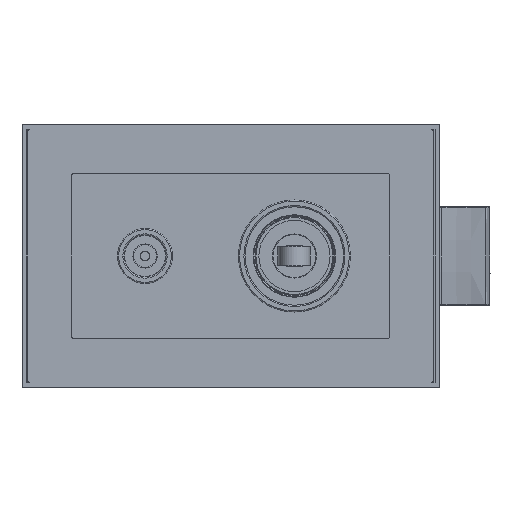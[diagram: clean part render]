
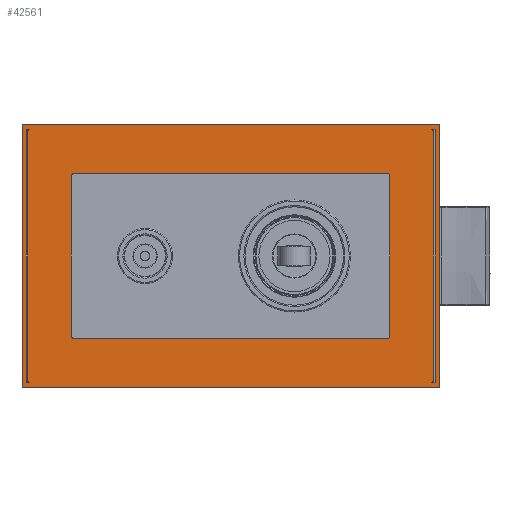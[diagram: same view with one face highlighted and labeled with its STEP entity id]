
A CAD part, left-side view. The second image highlights one B-rep face of the part: STEP entity #42561.
In plain terms, the highlighted planar face has unit normal (-1, 0, 0).
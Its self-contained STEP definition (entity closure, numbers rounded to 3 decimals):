
#40903=CARTESIAN_POINT('',(57.5,-133.5,-59.5));
#40904=DIRECTION('',(-1.,0.,0.));
#40905=DIRECTION('',(0.,0.,-1.));
#40906=AXIS2_PLACEMENT_3D('',#40903,#40904,#40905);
#40908=DIRECTION('',(0.,1.,0.));
#40909=VECTOR('',#40908,189.);
#40910=CARTESIAN_POINT('',(57.5,-133.5,-60.));
#40911=LINE('',#40910,#40909);
#40912=CARTESIAN_POINT('',(57.5,55.5,-59.5));
#40913=DIRECTION('',(-1.,0.,0.));
#40914=DIRECTION('',(0.,1.,0.));
#40915=AXIS2_PLACEMENT_3D('',#40912,#40913,#40914);
#40917=DIRECTION('',(0.,0.,1.));
#40918=VECTOR('',#40917,119.);
#40919=CARTESIAN_POINT('',(57.5,56.,-59.5));
#40920=LINE('',#40919,#40918);
#40921=CARTESIAN_POINT('',(57.5,55.5,59.5));
#40922=DIRECTION('',(-1.,0.,0.));
#40923=DIRECTION('',(0.,0.,1.));
#40924=AXIS2_PLACEMENT_3D('',#40921,#40922,#40923);
#40926=DIRECTION('',(0.,-1.,0.));
#40927=VECTOR('',#40926,189.);
#40928=CARTESIAN_POINT('',(57.5,55.5,60.));
#40929=LINE('',#40928,#40927);
#40930=CARTESIAN_POINT('',(57.5,-133.5,59.5));
#40931=DIRECTION('',(-1.,0.,0.));
#40932=DIRECTION('',(0.,-1.,0.));
#40933=AXIS2_PLACEMENT_3D('',#40930,#40931,#40932);
#40935=DIRECTION('',(0.,0.,-1.));
#40936=VECTOR('',#40935,119.);
#40937=CARTESIAN_POINT('',(57.5,-134.,59.5));
#40938=LINE('',#40937,#40936);
#40939=DIRECTION('',(0.,-1.,0.));
#40940=VECTOR('',#40939,1.5);
#40941=CARTESIAN_POINT('',(57.5,-130.5,57.5));
#40942=LINE('',#40941,#40940);
#40943=CARTESIAN_POINT('',(57.5,-130.5,56.5));
#40944=DIRECTION('',(-1.,0.,0.));
#40945=DIRECTION('',(0.,-1.,0.));
#40946=AXIS2_PLACEMENT_3D('',#40943,#40944,#40945);
#40948=DIRECTION('',(0.,0.,1.));
#40949=VECTOR('',#40948,113.);
#40950=CARTESIAN_POINT('',(57.5,-131.5,-56.5));
#40951=LINE('',#40950,#40949);
#40952=CARTESIAN_POINT('',(57.5,-130.5,-56.5));
#40953=DIRECTION('',(-1.,0.,0.));
#40954=DIRECTION('',(0.,0.,-1.));
#40955=AXIS2_PLACEMENT_3D('',#40952,#40953,#40954);
#40957=DIRECTION('',(0.,1.,0.));
#40958=VECTOR('',#40957,1.5);
#40959=CARTESIAN_POINT('',(57.5,-132.,-57.5));
#40960=LINE('',#40959,#40958);
#40961=DIRECTION('',(0.,0.,-1.));
#40962=VECTOR('',#40961,115.);
#40963=CARTESIAN_POINT('',(57.5,-132.,57.5));
#40964=LINE('',#40963,#40962);
#40965=DIRECTION('',(0.,1.,0.));
#40966=VECTOR('',#40965,143.);
#40967=CARTESIAN_POINT('',(57.5,-110.5,-37.5));
#40968=LINE('',#40967,#40966);
#40969=DIRECTION('',(0.,0.,-1.));
#40970=VECTOR('',#40969,73.);
#40971=CARTESIAN_POINT('',(57.5,-111.5,36.5));
#40972=LINE('',#40971,#40970);
#40973=DIRECTION('',(0.,-1.,0.));
#40974=VECTOR('',#40973,143.);
#40975=CARTESIAN_POINT('',(57.5,32.5,37.5));
#40976=LINE('',#40975,#40974);
#40977=DIRECTION('',(0.,0.,1.));
#40978=VECTOR('',#40977,73.);
#40979=CARTESIAN_POINT('',(57.5,33.5,-36.5));
#40980=LINE('',#40979,#40978);
#40981=DIRECTION('',(0.,1.,0.));
#40982=VECTOR('',#40981,1.5);
#40983=CARTESIAN_POINT('',(57.5,52.5,-57.5));
#40984=LINE('',#40983,#40982);
#40985=CARTESIAN_POINT('',(57.5,52.5,-56.5));
#40986=DIRECTION('',(-1.,0.,0.));
#40987=DIRECTION('',(0.,1.,0.));
#40988=AXIS2_PLACEMENT_3D('',#40985,#40986,#40987);
#40990=DIRECTION('',(0.,0.,-1.));
#40991=VECTOR('',#40990,113.);
#40992=CARTESIAN_POINT('',(57.5,53.5,56.5));
#40993=LINE('',#40992,#40991);
#40994=CARTESIAN_POINT('',(57.5,52.5,56.5));
#40995=DIRECTION('',(-1.,0.,0.));
#40996=DIRECTION('',(0.,0.,1.));
#40997=AXIS2_PLACEMENT_3D('',#40994,#40995,#40996);
#40999=DIRECTION('',(0.,-1.,0.));
#41000=VECTOR('',#40999,1.5);
#41001=CARTESIAN_POINT('',(57.5,54.,57.5));
#41002=LINE('',#41001,#41000);
#41003=DIRECTION('',(0.,0.,1.));
#41004=VECTOR('',#41003,115.);
#41005=CARTESIAN_POINT('',(57.5,54.,-57.5));
#41006=LINE('',#41005,#41004);
#41129=CARTESIAN_POINT('',(57.5,-110.5,36.5));
#41130=DIRECTION('',(1.,0.,0.));
#41131=DIRECTION('',(0.,0.,1.));
#41132=AXIS2_PLACEMENT_3D('',#41129,#41130,#41131);
#41142=CARTESIAN_POINT('',(57.5,32.5,36.5));
#41143=DIRECTION('',(1.,0.,0.));
#41144=DIRECTION('',(0.,1.,0.));
#41145=AXIS2_PLACEMENT_3D('',#41142,#41143,#41144);
#41155=CARTESIAN_POINT('',(57.5,32.5,-36.5));
#41156=DIRECTION('',(1.,0.,0.));
#41157=DIRECTION('',(0.,0.,-1.));
#41158=AXIS2_PLACEMENT_3D('',#41155,#41156,#41157);
#41160=CARTESIAN_POINT('',(57.5,-110.5,-36.5));
#41161=DIRECTION('',(1.,0.,0.));
#41162=DIRECTION('',(0.,-1.,0.));
#41163=AXIS2_PLACEMENT_3D('',#41160,#41161,#41162);
#41616=CARTESIAN_POINT('',(57.5,54.,-57.5));
#41617=CARTESIAN_POINT('',(57.5,54.,57.5));
#41618=VERTEX_POINT('',#41616);
#41619=VERTEX_POINT('',#41617);
#41620=CARTESIAN_POINT('',(57.5,-132.,57.5));
#41621=CARTESIAN_POINT('',(57.5,-132.,-57.5));
#41622=VERTEX_POINT('',#41620);
#41623=VERTEX_POINT('',#41621);
#41648=CARTESIAN_POINT('',(57.5,-133.5,-60.));
#41649=CARTESIAN_POINT('',(57.5,-134.,-59.5));
#41650=VERTEX_POINT('',#41648);
#41651=VERTEX_POINT('',#41649);
#41652=CARTESIAN_POINT('',(57.5,56.,-59.5));
#41653=CARTESIAN_POINT('',(57.5,55.5,-60.));
#41654=VERTEX_POINT('',#41652);
#41655=VERTEX_POINT('',#41653);
#41656=CARTESIAN_POINT('',(57.5,55.5,60.));
#41657=CARTESIAN_POINT('',(57.5,56.,59.5));
#41658=VERTEX_POINT('',#41656);
#41659=VERTEX_POINT('',#41657);
#41660=CARTESIAN_POINT('',(57.5,-134.,59.5));
#41661=CARTESIAN_POINT('',(57.5,-133.5,60.));
#41662=VERTEX_POINT('',#41660);
#41663=VERTEX_POINT('',#41661);
#41804=CARTESIAN_POINT('',(57.5,-111.5,36.5));
#41805=CARTESIAN_POINT('',(57.5,-111.5,-36.5));
#41806=VERTEX_POINT('',#41804);
#41807=VERTEX_POINT('',#41805);
#41808=CARTESIAN_POINT('',(57.5,-110.5,-37.5));
#41809=CARTESIAN_POINT('',(57.5,32.5,-37.5));
#41810=VERTEX_POINT('',#41808);
#41811=VERTEX_POINT('',#41809);
#41812=CARTESIAN_POINT('',(57.5,33.5,-36.5));
#41813=CARTESIAN_POINT('',(57.5,33.5,36.5));
#41814=VERTEX_POINT('',#41812);
#41815=VERTEX_POINT('',#41813);
#41816=CARTESIAN_POINT('',(57.5,32.5,37.5));
#41817=CARTESIAN_POINT('',(57.5,-110.5,37.5));
#41818=VERTEX_POINT('',#41816);
#41819=VERTEX_POINT('',#41817);
#41820=CARTESIAN_POINT('',(57.5,53.5,56.5));
#41821=CARTESIAN_POINT('',(57.5,53.5,-56.5));
#41822=VERTEX_POINT('',#41820);
#41823=VERTEX_POINT('',#41821);
#41824=CARTESIAN_POINT('',(57.5,-131.5,-56.5));
#41825=CARTESIAN_POINT('',(57.5,-131.5,56.5));
#41826=VERTEX_POINT('',#41824);
#41827=VERTEX_POINT('',#41825);
#41860=CARTESIAN_POINT('',(57.5,-130.5,-57.5));
#41861=VERTEX_POINT('',#41860);
#41862=CARTESIAN_POINT('',(57.5,52.5,-57.5));
#41863=VERTEX_POINT('',#41862);
#41864=CARTESIAN_POINT('',(57.5,-130.5,57.5));
#41865=VERTEX_POINT('',#41864);
#41866=CARTESIAN_POINT('',(57.5,52.5,57.5));
#41867=VERTEX_POINT('',#41866);
#42500=CARTESIAN_POINT('',(57.5,-39.,0.));
#42501=DIRECTION('',(1.,0.,0.));
#42502=DIRECTION('',(0.,0.,-1.));
#42503=AXIS2_PLACEMENT_3D('',#42500,#42501,#42502);
#42504=PLANE('',#42503);
#42505=ORIENTED_EDGE('',*,*,#42385,.F.);
#42506=ORIENTED_EDGE('',*,*,#42407,.T.);
#42507=ORIENTED_EDGE('',*,*,#42467,.F.);
#42508=ORIENTED_EDGE('',*,*,#42487,.T.);
#42509=ORIENTED_EDGE('',*,*,#42218,.F.);
#42510=ORIENTED_EDGE('',*,*,#42241,.T.);
#42511=ORIENTED_EDGE('',*,*,#42302,.F.);
#42512=ORIENTED_EDGE('',*,*,#42324,.T.);
#42513=EDGE_LOOP('',(#42505,#42506,#42507,#42508,#42509,#42510,#42511,#42512));
#42514=FACE_OUTER_BOUND('',#42513,.F.);
#42516=ORIENTED_EDGE('',*,*,#42515,.F.);
#42518=ORIENTED_EDGE('',*,*,#42517,.F.);
#42520=ORIENTED_EDGE('',*,*,#42519,.F.);
#42522=ORIENTED_EDGE('',*,*,#42521,.F.);
#42524=ORIENTED_EDGE('',*,*,#42523,.F.);
#42526=ORIENTED_EDGE('',*,*,#42525,.F.);
#42527=EDGE_LOOP('',(#42516,#42518,#42520,#42522,#42524,#42526));
#42528=FACE_BOUND('',#42527,.F.);
#42530=ORIENTED_EDGE('',*,*,#42529,.F.);
#42532=ORIENTED_EDGE('',*,*,#42531,.F.);
#42534=ORIENTED_EDGE('',*,*,#42533,.F.);
#42536=ORIENTED_EDGE('',*,*,#42535,.F.);
#42538=ORIENTED_EDGE('',*,*,#42537,.F.);
#42540=ORIENTED_EDGE('',*,*,#42539,.F.);
#42542=ORIENTED_EDGE('',*,*,#42541,.F.);
#42544=ORIENTED_EDGE('',*,*,#42543,.F.);
#42545=EDGE_LOOP('',(#42530,#42532,#42534,#42536,#42538,#42540,#42542,#42544));
#42546=FACE_BOUND('',#42545,.F.);
#42548=ORIENTED_EDGE('',*,*,#42547,.F.);
#42550=ORIENTED_EDGE('',*,*,#42549,.F.);
#42552=ORIENTED_EDGE('',*,*,#42551,.F.);
#42554=ORIENTED_EDGE('',*,*,#42553,.F.);
#42556=ORIENTED_EDGE('',*,*,#42555,.F.);
#42558=ORIENTED_EDGE('',*,*,#42557,.F.);
#42559=EDGE_LOOP('',(#42548,#42550,#42552,#42554,#42556,#42558));
#42560=FACE_BOUND('',#42559,.F.);
#42561=ADVANCED_FACE('',(#42514,#42528,#42546,#42560),#42504,.F.);
#40907=CIRCLE('',#40906,0.5);
#40916=CIRCLE('',#40915,0.5);
#40925=CIRCLE('',#40924,0.5);
#40934=CIRCLE('',#40933,0.5);
#40947=CIRCLE('',#40946,1.);
#40956=CIRCLE('',#40955,1.);
#40989=CIRCLE('',#40988,1.);
#40998=CIRCLE('',#40997,1.);
#41133=CIRCLE('',#41132,1.);
#41146=CIRCLE('',#41145,1.);
#41159=CIRCLE('',#41158,1.);
#41164=CIRCLE('',#41163,1.);
#42218=EDGE_CURVE('',#41658,#41659,#40925,.T.);
#42241=EDGE_CURVE('',#41658,#41663,#40929,.T.);
#42302=EDGE_CURVE('',#41662,#41663,#40934,.T.);
#42324=EDGE_CURVE('',#41662,#41651,#40938,.T.);
#42385=EDGE_CURVE('',#41650,#41651,#40907,.T.);
#42407=EDGE_CURVE('',#41650,#41655,#40911,.T.);
#42467=EDGE_CURVE('',#41654,#41655,#40916,.T.);
#42487=EDGE_CURVE('',#41654,#41659,#40920,.T.);
#42515=EDGE_CURVE('',#41865,#41622,#40942,.T.);
#42517=EDGE_CURVE('',#41827,#41865,#40947,.T.);
#42519=EDGE_CURVE('',#41826,#41827,#40951,.T.);
#42521=EDGE_CURVE('',#41861,#41826,#40956,.T.);
#42523=EDGE_CURVE('',#41623,#41861,#40960,.T.);
#42525=EDGE_CURVE('',#41622,#41623,#40964,.T.);
#42529=EDGE_CURVE('',#41810,#41811,#40968,.T.);
#42531=EDGE_CURVE('',#41807,#41810,#41164,.T.);
#42533=EDGE_CURVE('',#41806,#41807,#40972,.T.);
#42535=EDGE_CURVE('',#41819,#41806,#41133,.T.);
#42537=EDGE_CURVE('',#41818,#41819,#40976,.T.);
#42539=EDGE_CURVE('',#41815,#41818,#41146,.T.);
#42541=EDGE_CURVE('',#41814,#41815,#40980,.T.);
#42543=EDGE_CURVE('',#41811,#41814,#41159,.T.);
#42547=EDGE_CURVE('',#41863,#41618,#40984,.T.);
#42549=EDGE_CURVE('',#41823,#41863,#40989,.T.);
#42551=EDGE_CURVE('',#41822,#41823,#40993,.T.);
#42553=EDGE_CURVE('',#41867,#41822,#40998,.T.);
#42555=EDGE_CURVE('',#41619,#41867,#41002,.T.);
#42557=EDGE_CURVE('',#41618,#41619,#41006,.T.);
